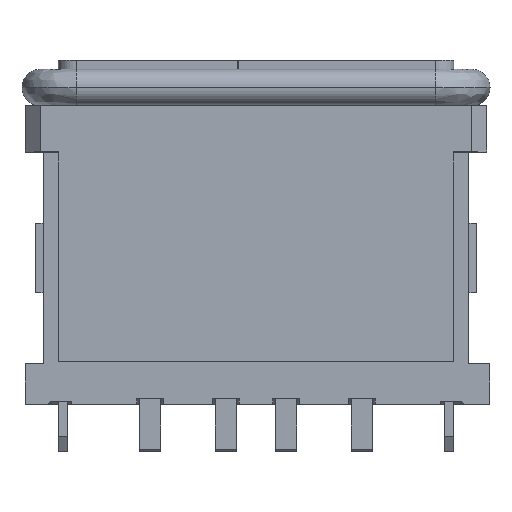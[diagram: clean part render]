
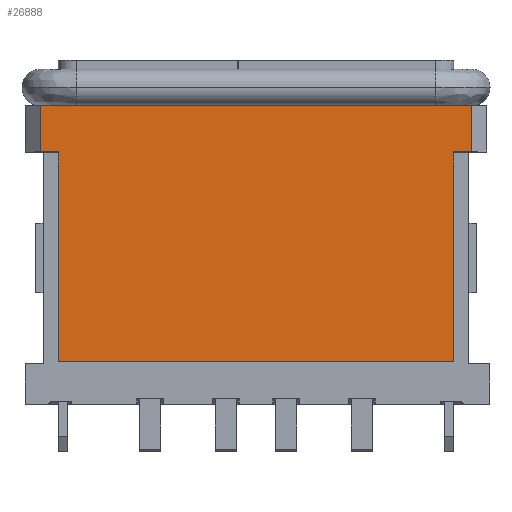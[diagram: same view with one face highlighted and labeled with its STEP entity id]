
A CAD part, top view. The second image highlights one B-rep face of the part: STEP entity #26888.
In plain terms, the highlighted planar face has unit normal (0, 0, 1).
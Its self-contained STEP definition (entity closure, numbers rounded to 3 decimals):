
#573 = LINE ( 'NONE', #20209, #30469 ) ;
#816 = ORIENTED_EDGE ( 'NONE', *, *, #19948, .F. ) ;
#1162 = EDGE_LOOP ( 'NONE', ( #816, #6259, #14838, #11364, #28312, #6452, #20586, #26815 ) ) ;
#1238 = EDGE_CURVE ( 'NONE', #6954, #17595, #9842, .T. ) ;
#1742 = FACE_OUTER_BOUND ( 'NONE', #1162, .T. ) ;
#3854 = CARTESIAN_POINT ( 'NONE',  ( 7.75, 7.71, 2.99 ) ) ;
#4775 = LINE ( 'NONE', #25249, #30444 ) ;
#4810 = LINE ( 'NONE', #22177, #26217 ) ;
#5528 = EDGE_CURVE ( 'NONE', #7285, #6440, #23470, .T. ) ;
#5530 = DIRECTION ( 'NONE',  ( 1., 0., 0. ) ) ;
#5733 = EDGE_CURVE ( 'NONE', #16304, #15712, #4810, .T. ) ;
#6259 = ORIENTED_EDGE ( 'NONE', *, *, #5733, .F. ) ;
#6440 = VERTEX_POINT ( 'NONE', #10180 ) ;
#6452 = ORIENTED_EDGE ( 'NONE', *, *, #12755, .T. ) ;
#6623 = DIRECTION ( 'NONE',  ( 0., -1., 0. ) ) ;
#6948 = CARTESIAN_POINT ( 'NONE',  ( -7.65, 0.78, 2.99 ) ) ;
#6954 = VERTEX_POINT ( 'NONE', #11097 ) ;
#7285 = VERTEX_POINT ( 'NONE', #27822 ) ;
#8262 = CARTESIAN_POINT ( 'NONE',  ( -5.95, 9.25, 2.99 ) ) ;
#8584 = CARTESIAN_POINT ( 'NONE',  ( -6.55, 0.78, 2.99 ) ) ;
#9313 = LINE ( 'NONE', #8262, #25239 ) ;
#9842 = LINE ( 'NONE', #14437, #22281 ) ;
#10180 = CARTESIAN_POINT ( 'NONE',  ( 6.55, 7.71, 2.99 ) ) ;
#10745 = DIRECTION ( 'NONE',  ( 0., 1., 0. ) ) ;
#11097 = CARTESIAN_POINT ( 'NONE',  ( -7.15, 9.25, 2.99 ) ) ;
#11129 = VECTOR ( 'NONE', #29648, 1000. ) ;
#11364 = ORIENTED_EDGE ( 'NONE', *, *, #13958, .F. ) ;
#12078 = VERTEX_POINT ( 'NONE', #27907 ) ;
#12606 = DIRECTION ( 'NONE',  ( 0., 1., 0. ) ) ;
#12755 = EDGE_CURVE ( 'NONE', #7285, #12078, #573, .T. ) ;
#13958 = EDGE_CURVE ( 'NONE', #6440, #30599, #16054, .T. ) ;
#14437 = CARTESIAN_POINT ( 'NONE',  ( -7.15, -9.55, 2.99 ) ) ;
#14838 = ORIENTED_EDGE ( 'NONE', *, *, #18120, .F. ) ;
#15712 = VERTEX_POINT ( 'NONE', #17171 ) ;
#16054 = LINE ( 'NONE', #21186, #21861 ) ;
#16304 = VERTEX_POINT ( 'NONE', #8584 ) ;
#16845 = EDGE_CURVE ( 'NONE', #6954, #12078, #9313, .T. ) ;
#17171 = CARTESIAN_POINT ( 'NONE',  ( -6.55, 7.71, 2.99 ) ) ;
#17595 = VERTEX_POINT ( 'NONE', #19032 ) ;
#17951 = DIRECTION ( 'NONE',  ( -1., 0., 0. ) ) ;
#18120 = EDGE_CURVE ( 'NONE', #30599, #16304, #22006, .T. ) ;
#19032 = CARTESIAN_POINT ( 'NONE',  ( -7.15, 7.71, 2.99 ) ) ;
#19799 = DIRECTION ( 'NONE',  ( -1., 0., 0. ) ) ;
#19948 = EDGE_CURVE ( 'NONE', #15712, #17595, #4775, .T. ) ;
#20209 = CARTESIAN_POINT ( 'NONE',  ( 7.15, -9.55, 2.99 ) ) ;
#20586 = ORIENTED_EDGE ( 'NONE', *, *, #16845, .F. ) ;
#21186 = CARTESIAN_POINT ( 'NONE',  ( 6.55, 7.65, 2.99 ) ) ;
#21861 = VECTOR ( 'NONE', #6623, 1000. ) ;
#22006 = LINE ( 'NONE', #6948, #11129 ) ;
#22177 = CARTESIAN_POINT ( 'NONE',  ( -6.55, 7.65, 2.99 ) ) ;
#22281 = VECTOR ( 'NONE', #24335, 1000. ) ;
#22754 = AXIS2_PLACEMENT_3D ( 'NONE', #27082, #29699, #19799 ) ;
#23470 = LINE ( 'NONE', #3854, #29688 ) ;
#24335 = DIRECTION ( 'NONE',  ( 0., -1., 0. ) ) ;
#25239 = VECTOR ( 'NONE', #5530, 1000. ) ;
#25249 = CARTESIAN_POINT ( 'NONE',  ( 7.75, 7.71, 2.99 ) ) ;
#26121 = DIRECTION ( 'NONE',  ( -1., 0., 0. ) ) ;
#26217 = VECTOR ( 'NONE', #12606, 1000. ) ;
#26815 = ORIENTED_EDGE ( 'NONE', *, *, #1238, .T. ) ;
#26888 = ADVANCED_FACE ( 'NONE', ( #1742 ), #27201, .F. ) ;
#27082 = CARTESIAN_POINT ( 'NONE',  ( -5.95, -9.55, 2.99 ) ) ;
#27201 = PLANE ( 'NONE',  #22754 ) ;
#27822 = CARTESIAN_POINT ( 'NONE',  ( 7.15, 7.71, 2.99 ) ) ;
#27907 = CARTESIAN_POINT ( 'NONE',  ( 7.15, 9.25, 2.99 ) ) ;
#28312 = ORIENTED_EDGE ( 'NONE', *, *, #5528, .F. ) ;
#28815 = CARTESIAN_POINT ( 'NONE',  ( 6.55, 0.78, 2.99 ) ) ;
#29648 = DIRECTION ( 'NONE',  ( -1., 0., 0. ) ) ;
#29688 = VECTOR ( 'NONE', #26121, 1000. ) ;
#29699 = DIRECTION ( 'NONE',  ( 0., 0., -1. ) ) ;
#30444 = VECTOR ( 'NONE', #17951, 1000. ) ;
#30469 = VECTOR ( 'NONE', #10745, 1000. ) ;
#30599 = VERTEX_POINT ( 'NONE', #28815 ) ;
